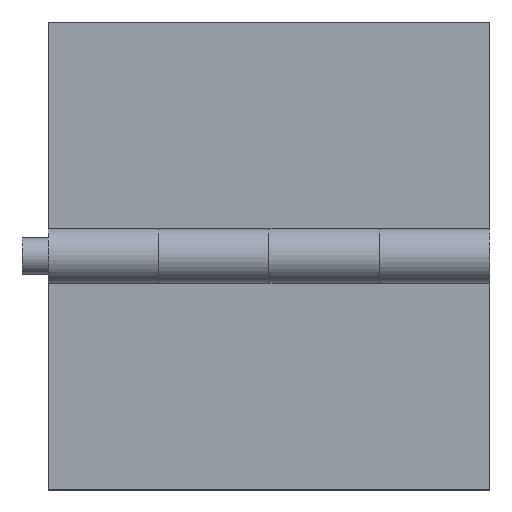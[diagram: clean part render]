
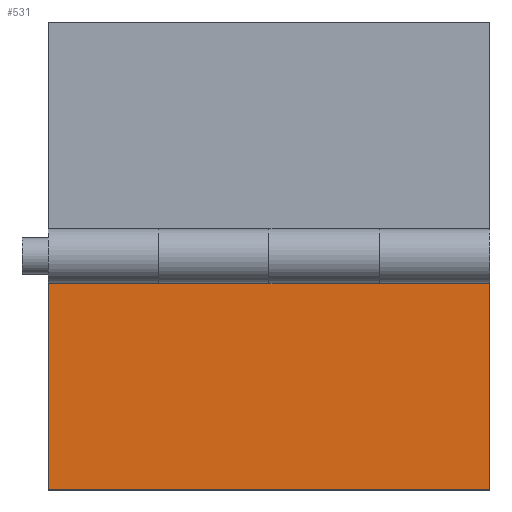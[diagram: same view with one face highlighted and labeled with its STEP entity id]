
A CAD part, top view. The second image highlights one B-rep face of the part: STEP entity #531.
In plain terms, the highlighted planar face has unit normal (0, 0, 1).
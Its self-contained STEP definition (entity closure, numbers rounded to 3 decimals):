
#61=FACE_OUTER_BOUND('',#92,.T.);
#92=EDGE_LOOP('',(#409,#410,#411,#412,#413,#414,#415,#416,#417,#418));
#136=LINE('',#821,#187);
#139=LINE('',#833,#190);
#141=LINE('',#837,#192);
#142=LINE('',#840,#193);
#145=LINE('',#847,#196);
#148=LINE('',#860,#199);
#152=LINE('',#869,#203);
#154=LINE('',#872,#205);
#156=LINE('',#877,#207);
#159=LINE('',#881,#210);
#187=VECTOR('',#655,10.);
#190=VECTOR('',#668,10.);
#192=VECTOR('',#674,10.);
#193=VECTOR('',#677,10.);
#196=VECTOR('',#682,10.);
#199=VECTOR('',#697,10.);
#203=VECTOR('',#705,10.);
#205=VECTOR('',#709,10.);
#207=VECTOR('',#713,10.);
#210=VECTOR('',#718,10.);
#237=VERTEX_POINT('',#814);
#240=VERTEX_POINT('',#820);
#242=VERTEX_POINT('',#826);
#244=VERTEX_POINT('',#832);
#245=VERTEX_POINT('',#839);
#247=VERTEX_POINT('',#845);
#248=VERTEX_POINT('',#846);
#252=VERTEX_POINT('',#859);
#255=VERTEX_POINT('',#867);
#257=VERTEX_POINT('',#876);
#285=EDGE_CURVE('',#240,#237,#136,.T.);
#291=EDGE_CURVE('',#244,#240,#139,.T.);
#294=EDGE_CURVE('',#242,#244,#141,.T.);
#295=EDGE_CURVE('',#245,#242,#142,.T.);
#298=EDGE_CURVE('',#247,#248,#145,.T.);
#305=EDGE_CURVE('',#248,#252,#148,.T.);
#310=EDGE_CURVE('',#252,#255,#152,.T.);
#312=EDGE_CURVE('',#237,#247,#154,.T.);
#314=EDGE_CURVE('',#257,#245,#156,.T.);
#317=EDGE_CURVE('',#255,#257,#159,.T.);
#409=ORIENTED_EDGE('',*,*,#285,.T.);
#410=ORIENTED_EDGE('',*,*,#312,.T.);
#411=ORIENTED_EDGE('',*,*,#298,.T.);
#412=ORIENTED_EDGE('',*,*,#305,.T.);
#413=ORIENTED_EDGE('',*,*,#310,.T.);
#414=ORIENTED_EDGE('',*,*,#317,.T.);
#415=ORIENTED_EDGE('',*,*,#314,.T.);
#416=ORIENTED_EDGE('',*,*,#295,.T.);
#417=ORIENTED_EDGE('',*,*,#294,.T.);
#418=ORIENTED_EDGE('',*,*,#291,.T.);
#506=PLANE('',#611);
#531=ADVANCED_FACE('',(#61),#506,.T.);
#611=AXIS2_PLACEMENT_3D('',#882,#719,#720);
#655=DIRECTION('',(0.,1.,0.));
#668=DIRECTION('',(-1.,0.,0.));
#674=DIRECTION('',(0.,-1.,0.));
#677=DIRECTION('',(-1.,0.,0.));
#682=DIRECTION('',(0.,-1.,0.));
#697=DIRECTION('',(-1.,0.,0.));
#705=DIRECTION('',(0.,-1.,0.));
#709=DIRECTION('',(-1.,0.,0.));
#713=DIRECTION('',(0.,1.,0.));
#718=DIRECTION('',(1.,0.,0.));
#719=DIRECTION('center_axis',(0.,0.,1.));
#720=DIRECTION('ref_axis',(1.,0.,0.));
#814=CARTESIAN_POINT('',(-67.277,-32.586,1.5));
#820=CARTESIAN_POINT('',(-67.277,-36.26,1.5));
#821=CARTESIAN_POINT('',(-67.277,-43.836,1.5));
#826=CARTESIAN_POINT('',(-46.027,-32.586,1.5));
#832=CARTESIAN_POINT('',(-46.027,-36.26,1.5));
#833=CARTESIAN_POINT('',(-67.277,-36.26,1.5));
#837=CARTESIAN_POINT('',(-46.027,-43.836,1.5));
#839=CARTESIAN_POINT('',(-24.777,-32.586,1.5));
#840=CARTESIAN_POINT('',(-24.777,-32.586,1.5));
#845=CARTESIAN_POINT('',(-88.527,-32.586,1.5));
#846=CARTESIAN_POINT('',(-88.527,-36.26,1.5));
#847=CARTESIAN_POINT('',(-88.527,-43.836,1.5));
#859=CARTESIAN_POINT('',(-109.777,-36.26,1.5));
#860=CARTESIAN_POINT('',(-109.777,-36.26,1.5));
#867=CARTESIAN_POINT('',(-109.777,-77.586,1.5));
#869=CARTESIAN_POINT('',(-109.777,-32.586,1.5));
#872=CARTESIAN_POINT('',(-24.777,-32.586,1.5));
#876=CARTESIAN_POINT('',(-24.777,-77.586,1.5));
#877=CARTESIAN_POINT('',(-24.777,-77.586,1.5));
#881=CARTESIAN_POINT('',(-109.777,-77.586,1.5));
#882=CARTESIAN_POINT('Origin',(-67.277,-55.086,1.5));
